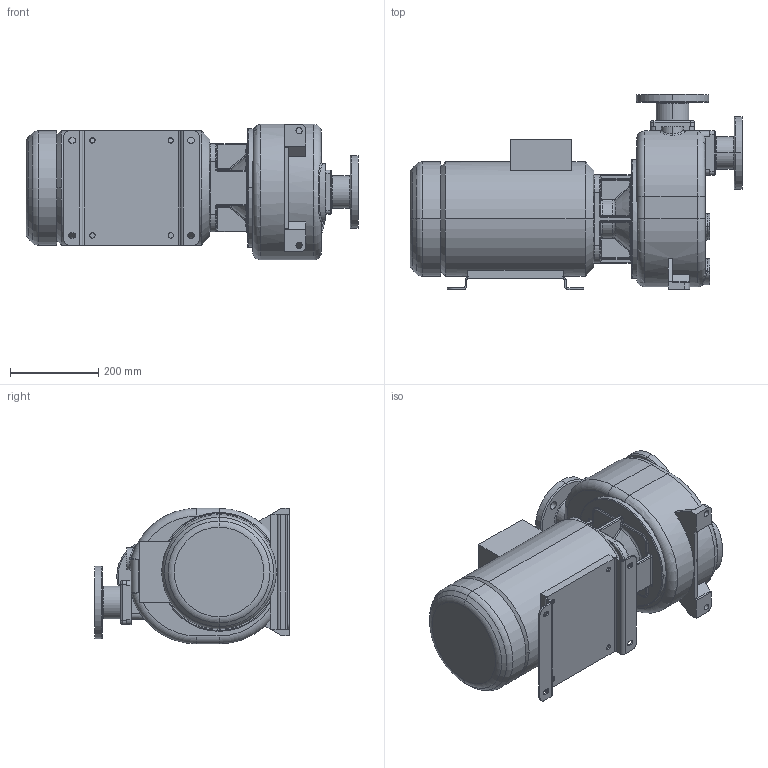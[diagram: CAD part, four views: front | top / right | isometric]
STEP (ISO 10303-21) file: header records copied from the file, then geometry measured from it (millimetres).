
FILE_DESCRIPTION((''),'2;1');
FILE_NAME('S_68_T_F','2012-02-29T',('Amenduni'),(''),'PRO/ENGINEER BY PARAMETRIC TECHNOLOGY CORPORATION, 2011370','PRO/ENGINEER BY PARAMETRIC TECHNOLOGY CORPORATION, 2011370','');
FILE_SCHEMA(('CONFIG_CONTROL_DESIGN'));
Length unit declared in the file: millimetre
Products named in the file (1): S_68_T_F
Bounding box: 754.5 x 443 x 308.5 mm (x, y, z)
Volume: 41506264.4 mm3; surface area: 1209985.2 mm2
Topology: 1 solids, 1 shells, 563 faces, 1358 edges, 807 vertices
Faces by surface type: cylinder 190, plane 151, bspline 120, torus 76, sphere 12, cone 10, extrusion 4
Entity records: 27583 total; most frequent: CARTESIAN_POINT 14950, ORIENTED_EDGE 2700, DIRECTION 2596, EDGE_CURVE 1350, AXIS2_PLACEMENT_3D 1048, VERTEX_POINT 807, EDGE_LOOP 613, CIRCLE 605
